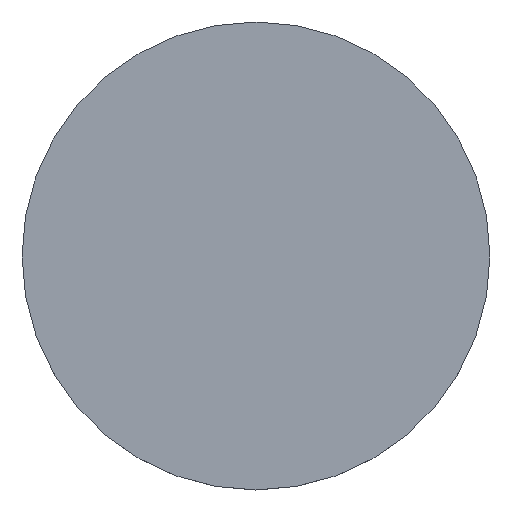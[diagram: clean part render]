
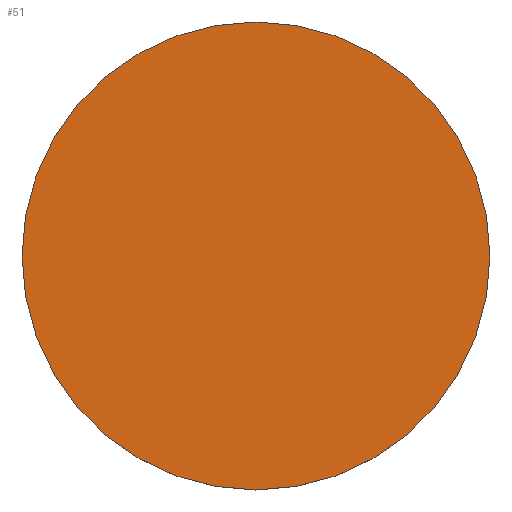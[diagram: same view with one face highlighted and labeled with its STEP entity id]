
A CAD part, top view. The second image highlights one B-rep face of the part: STEP entity #51.
In plain terms, the highlighted planar face has unit normal (0, 0, 1).
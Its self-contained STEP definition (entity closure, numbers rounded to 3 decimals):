
#17 = EDGE_LOOP ( 'NONE', ( #197, #130 ) ) ;
#25 = VERTEX_POINT ( 'NONE', #44 ) ;
#26 = CIRCLE ( 'NONE', #184, 38.1 ) ;
#42 = EDGE_CURVE ( 'NONE', #80, #25, #57, .T. ) ;
#44 = CARTESIAN_POINT ( 'NONE',  ( -38.1, 0., 6. ) ) ;
#46 = DIRECTION ( 'NONE',  ( 0., 0., 1. ) ) ;
#51 = ADVANCED_FACE ( 'NONE', ( #110 ), #170, .T. ) ;
#57 = CIRCLE ( 'NONE', #189, 38.1 ) ;
#80 = VERTEX_POINT ( 'NONE', #193 ) ;
#81 = DIRECTION ( 'NONE',  ( 1., 0., 0. ) ) ;
#95 = AXIS2_PLACEMENT_3D ( 'NONE', #174, #46, #173 ) ;
#105 = EDGE_CURVE ( 'NONE', #25, #80, #26, .T. ) ;
#110 = FACE_OUTER_BOUND ( 'NONE', #17, .T. ) ;
#130 = ORIENTED_EDGE ( 'NONE', *, *, #105, .F. ) ;
#139 = CARTESIAN_POINT ( 'NONE',  ( 0., 0., 6. ) ) ;
#144 = DIRECTION ( 'NONE',  ( 1., 0., 0. ) ) ;
#158 = DIRECTION ( 'NONE',  ( 0., 0., -1. ) ) ;
#170 = PLANE ( 'NONE',  #95 ) ;
#173 = DIRECTION ( 'NONE',  ( 1., 0., 0. ) ) ;
#174 = CARTESIAN_POINT ( 'NONE',  ( 0., 77.928, 6. ) ) ;
#184 = AXIS2_PLACEMENT_3D ( 'NONE', #207, #210, #81 ) ;
#189 = AXIS2_PLACEMENT_3D ( 'NONE', #139, #158, #144 ) ;
#193 = CARTESIAN_POINT ( 'NONE',  ( 38.1, 0., 6. ) ) ;
#197 = ORIENTED_EDGE ( 'NONE', *, *, #42, .F. ) ;
#207 = CARTESIAN_POINT ( 'NONE',  ( 0., 0., 6. ) ) ;
#210 = DIRECTION ( 'NONE',  ( 0., 0., -1. ) ) ;
